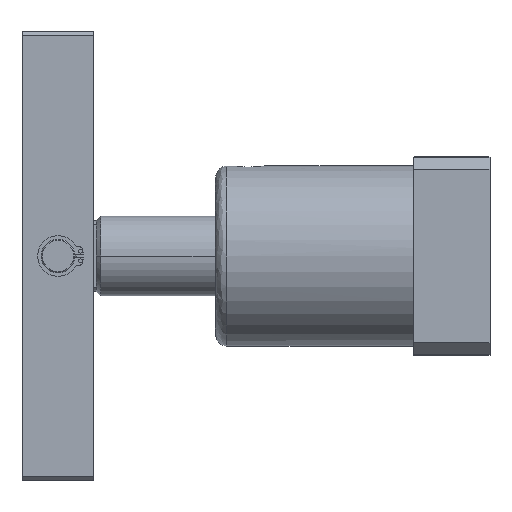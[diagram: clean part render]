
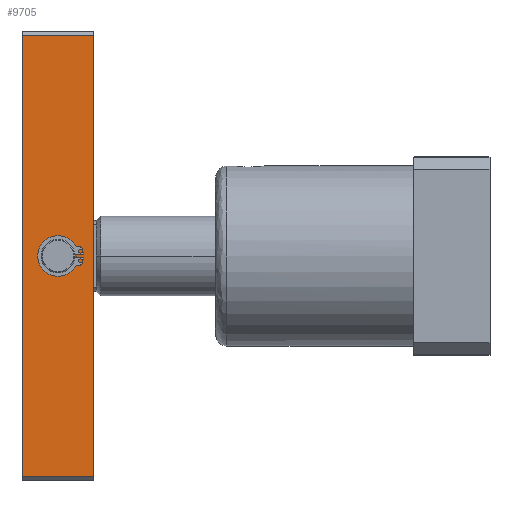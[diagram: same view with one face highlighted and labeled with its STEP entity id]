
A CAD part, left-side view. The second image highlights one B-rep face of the part: STEP entity #9705.
In plain terms, the highlighted face is planar.
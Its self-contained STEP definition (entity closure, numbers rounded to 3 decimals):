
#44 = VECTOR ( 'NONE', #7136, 1000. ) ;
#59 = DIRECTION ( 'NONE',  ( 0., 0., -1. ) ) ;
#192 = AXIS2_PLACEMENT_3D ( 'NONE', #7800, #3866, #5221 ) ;
#801 = DIRECTION ( 'NONE',  ( -1., 0., 0. ) ) ;
#1005 = EDGE_CURVE ( 'NONE', #2195, #8875, #12148, .T. ) ;
#1141 = LINE ( 'NONE', #1971, #7275 ) ;
#1351 = EDGE_LOOP ( 'NONE', ( #15600, #6146, #1909, #16717 ) ) ;
#1768 = EDGE_CURVE ( 'NONE', #14973, #2195, #1141, .T. ) ;
#1863 = CIRCLE ( 'NONE', #3404, 8. ) ;
#1909 = ORIENTED_EDGE ( 'NONE', *, *, #1005, .T. ) ;
#1971 = CARTESIAN_POINT ( 'NONE',  ( 0., 0., -16. ) ) ;
#2137 = FACE_BOUND ( 'NONE', #4367, .T. ) ;
#2195 = VERTEX_POINT ( 'NONE', #12329 ) ;
#3101 = VERTEX_POINT ( 'NONE', #15280 ) ;
#3143 = VECTOR ( 'NONE', #3627, 1000. ) ;
#3404 = AXIS2_PLACEMENT_3D ( 'NONE', #15626, #59, #7823 ) ;
#3515 = LINE ( 'NONE', #14886, #44 ) ;
#3627 = DIRECTION ( 'NONE',  ( 0., -1., 0. ) ) ;
#3866 = DIRECTION ( 'NONE',  ( 0., 0., -1. ) ) ;
#4059 = ORIENTED_EDGE ( 'NONE', *, *, #15168, .F. ) ;
#4367 = EDGE_LOOP ( 'NONE', ( #4059, #8581 ) ) ;
#4444 = CARTESIAN_POINT ( 'NONE',  ( -8., 16., -16. ) ) ;
#4926 = EDGE_CURVE ( 'NONE', #9846, #14973, #13329, .T. ) ;
#5221 = DIRECTION ( 'NONE',  ( -1., 0., 0. ) ) ;
#6146 = ORIENTED_EDGE ( 'NONE', *, *, #1768, .T. ) ;
#7136 = DIRECTION ( 'NONE',  ( 1., 0., 0. ) ) ;
#7275 = VECTOR ( 'NONE', #801, 1000. ) ;
#7348 = CARTESIAN_POINT ( 'NONE',  ( 98., 32., -16. ) ) ;
#7426 = FACE_OUTER_BOUND ( 'NONE', #1351, .T. ) ;
#7800 = CARTESIAN_POINT ( 'NONE',  ( 0., 16., -16. ) ) ;
#7823 = DIRECTION ( 'NONE',  ( -1., 0., 0. ) ) ;
#7866 = CIRCLE ( 'NONE', #192, 8. ) ;
#8093 = EDGE_CURVE ( 'NONE', #3101, #14822, #7866, .T. ) ;
#8581 = ORIENTED_EDGE ( 'NONE', *, *, #8093, .F. ) ;
#8691 = VECTOR ( 'NONE', #9662, 1000. ) ;
#8800 = CARTESIAN_POINT ( 'NONE',  ( 98., 16., -16. ) ) ;
#8875 = VERTEX_POINT ( 'NONE', #12857 ) ;
#9662 = DIRECTION ( 'NONE',  ( 0., 1., 0. ) ) ;
#9674 = DIRECTION ( 'NONE',  ( -1., 0., 0. ) ) ;
#9705 = ADVANCED_FACE ( 'NONE', ( #2137, #7426 ), #10975, .T. ) ;
#9846 = VERTEX_POINT ( 'NONE', #7348 ) ;
#10256 = AXIS2_PLACEMENT_3D ( 'NONE', #14808, #14869, #9674 ) ;
#10975 = PLANE ( 'NONE',  #10256 ) ;
#11461 = EDGE_CURVE ( 'NONE', #8875, #9846, #3515, .T. ) ;
#12148 = LINE ( 'NONE', #13536, #8691 ) ;
#12329 = CARTESIAN_POINT ( 'NONE',  ( -98., 0., -16. ) ) ;
#12718 = CARTESIAN_POINT ( 'NONE',  ( 98., 0., -16. ) ) ;
#12857 = CARTESIAN_POINT ( 'NONE',  ( -98., 32., -16. ) ) ;
#13329 = LINE ( 'NONE', #8800, #3143 ) ;
#13536 = CARTESIAN_POINT ( 'NONE',  ( -98., 16., -16. ) ) ;
#14808 = CARTESIAN_POINT ( 'NONE',  ( 98., 0., -16. ) ) ;
#14822 = VERTEX_POINT ( 'NONE', #4444 ) ;
#14869 = DIRECTION ( 'NONE',  ( 0., 0., -1. ) ) ;
#14886 = CARTESIAN_POINT ( 'NONE',  ( 0., 32., -16. ) ) ;
#14973 = VERTEX_POINT ( 'NONE', #12718 ) ;
#15168 = EDGE_CURVE ( 'NONE', #14822, #3101, #1863, .T. ) ;
#15280 = CARTESIAN_POINT ( 'NONE',  ( 8., 16., -16. ) ) ;
#15600 = ORIENTED_EDGE ( 'NONE', *, *, #4926, .T. ) ;
#15626 = CARTESIAN_POINT ( 'NONE',  ( 0., 16., -16. ) ) ;
#16717 = ORIENTED_EDGE ( 'NONE', *, *, #11461, .T. ) ;
